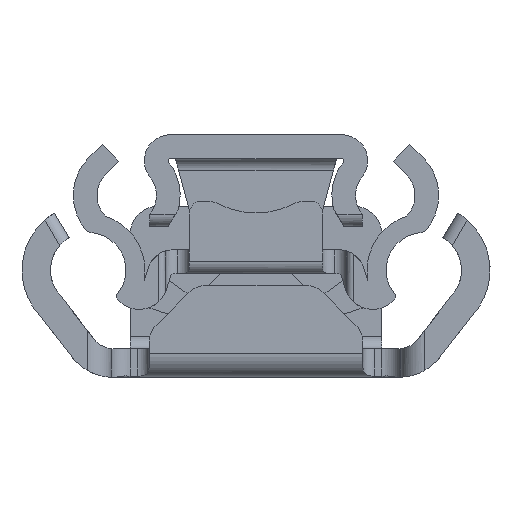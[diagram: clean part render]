
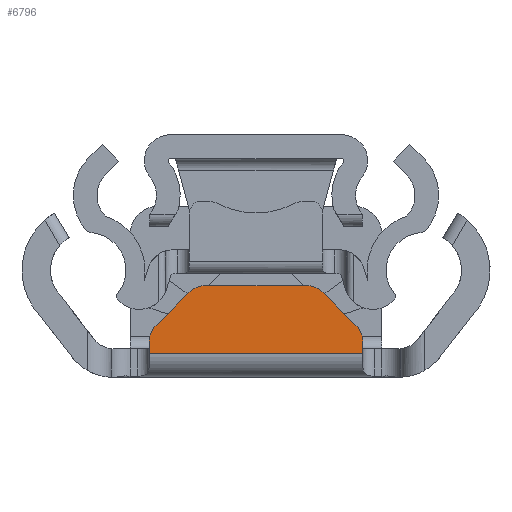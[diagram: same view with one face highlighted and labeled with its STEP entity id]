
A CAD part, left-side view. The second image highlights one B-rep face of the part: STEP entity #6796.
In plain terms, the highlighted planar face has unit normal (-1, 0, 0).
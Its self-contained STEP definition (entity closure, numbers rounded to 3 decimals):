
#18 = LINE ( 'NONE', #7151, #2944 ) ;
#41 = CIRCLE ( 'NONE', #979, 1. ) ;
#161 = CARTESIAN_POINT ( 'NONE',  ( 1.3, 2.118, 3.85 ) ) ;
#191 = DIRECTION ( 'NONE',  ( 0., 1., 0. ) ) ;
#203 = LINE ( 'NONE', #5148, #3494 ) ;
#256 = ORIENTED_EDGE ( 'NONE', *, *, #6117, .T. ) ;
#269 = CARTESIAN_POINT ( 'NONE',  ( 1.3, 0., 3.85 ) ) ;
#387 = VECTOR ( 'NONE', #779, 1000. ) ;
#779 = DIRECTION ( 'NONE',  ( 0., 0., 1. ) ) ;
#781 = EDGE_CURVE ( 'NONE', #8066, #6384, #4754, .T. ) ;
#783 = EDGE_CURVE ( 'NONE', #1390, #2848, #4524, .T. ) ;
#868 = LINE ( 'NONE', #269, #1929 ) ;
#922 = CARTESIAN_POINT ( 'NONE',  ( 1.3, 4.5, 1. ) ) ;
#966 = ORIENTED_EDGE ( 'NONE', *, *, #6867, .T. ) ;
#979 = AXIS2_PLACEMENT_3D ( 'NONE', #3216, #4529, #5782 ) ;
#998 = EDGE_CURVE ( 'NONE', #1787, #2885, #18, .T. ) ;
#1005 = DIRECTION ( 'NONE',  ( 0., 0.707, -0.707 ) ) ;
#1083 = DIRECTION ( 'NONE',  ( 0., 0., 1. ) ) ;
#1123 = VECTOR ( 'NONE', #4424, 1000. ) ;
#1239 = DIRECTION ( 'NONE',  ( 0., 0., 1. ) ) ;
#1317 = CARTESIAN_POINT ( 'NONE',  ( 1.3, 0., -0.3 ) ) ;
#1324 = DIRECTION ( 'NONE',  ( 0., -0.707, -0.707 ) ) ;
#1390 = VERTEX_POINT ( 'NONE', #161 ) ;
#1510 = EDGE_CURVE ( 'NONE', #2848, #3474, #203, .T. ) ;
#1524 = EDGE_CURVE ( 'NONE', #3474, #6384, #7131, .T. ) ;
#1562 = AXIS2_PLACEMENT_3D ( 'NONE', #4244, #4995, #4282 ) ;
#1576 = ORIENTED_EDGE ( 'NONE', *, *, #1524, .T. ) ;
#1625 = CARTESIAN_POINT ( 'NONE',  ( 1.3, 4.5, 1.468 ) ) ;
#1740 = AXIS2_PLACEMENT_3D ( 'NONE', #4723, #6832, #8021 ) ;
#1787 = VERTEX_POINT ( 'NONE', #5851 ) ;
#1849 = EDGE_CURVE ( 'NONE', #7091, #2980, #7088, .T. ) ;
#1857 = CARTESIAN_POINT ( 'NONE',  ( 1.3, -4.5, 1. ) ) ;
#1929 = VECTOR ( 'NONE', #191, 1000. ) ;
#2282 = VERTEX_POINT ( 'NONE', #2978 ) ;
#2320 = AXIS2_PLACEMENT_3D ( 'NONE', #2438, #4422, #1083 ) ;
#2438 = CARTESIAN_POINT ( 'NONE',  ( 1.3, -3.5, 1.468 ) ) ;
#2588 = PLANE ( 'NONE',  #3147 ) ;
#2593 = CARTESIAN_POINT ( 'NONE',  ( 1.3, -4.5, 1.468 ) ) ;
#2848 = VERTEX_POINT ( 'NONE', #7024 ) ;
#2885 = VERTEX_POINT ( 'NONE', #5666 ) ;
#2944 = VECTOR ( 'NONE', #1324, 1000. ) ;
#2978 = CARTESIAN_POINT ( 'NONE',  ( 1.3, -2.118, 3.85 ) ) ;
#2980 = VERTEX_POINT ( 'NONE', #2593 ) ;
#3100 = DIRECTION ( 'NONE',  ( 0., 0., 1. ) ) ;
#3147 = AXIS2_PLACEMENT_3D ( 'NONE', #1317, #5662, #1239 ) ;
#3216 = CARTESIAN_POINT ( 'NONE',  ( 1.3, -2.118, 2.85 ) ) ;
#3378 = ORIENTED_EDGE ( 'NONE', *, *, #5938, .T. ) ;
#3474 = VERTEX_POINT ( 'NONE', #7253 ) ;
#3494 = VECTOR ( 'NONE', #1005, 1000. ) ;
#3619 = CARTESIAN_POINT ( 'NONE',  ( 1.3, -4.5, 1. ) ) ;
#4083 = ORIENTED_EDGE ( 'NONE', *, *, #1510, .T. ) ;
#4244 = CARTESIAN_POINT ( 'NONE',  ( 1.3, 2.118, 2.85 ) ) ;
#4282 = DIRECTION ( 'NONE',  ( 0., 0., 1. ) ) ;
#4422 = DIRECTION ( 'NONE',  ( -1., 0., 0. ) ) ;
#4424 = DIRECTION ( 'NONE',  ( 0., -1., 0. ) ) ;
#4524 = CIRCLE ( 'NONE', #1562, 1. ) ;
#4529 = DIRECTION ( 'NONE',  ( -1., 0., 0. ) ) ;
#4723 = CARTESIAN_POINT ( 'NONE',  ( 1.3, 3.5, 1.468 ) ) ;
#4754 = LINE ( 'NONE', #7334, #8160 ) ;
#4995 = DIRECTION ( 'NONE',  ( -1., 0., 0. ) ) ;
#5148 = CARTESIAN_POINT ( 'NONE',  ( 1.3, 3.191, 3.191 ) ) ;
#5270 = ORIENTED_EDGE ( 'NONE', *, *, #1849, .T. ) ;
#5477 = ORIENTED_EDGE ( 'NONE', *, *, #781, .F. ) ;
#5662 = DIRECTION ( 'NONE',  ( -1., 0., 0. ) ) ;
#5666 = CARTESIAN_POINT ( 'NONE',  ( 1.3, -4.207, 2.175 ) ) ;
#5742 = ORIENTED_EDGE ( 'NONE', *, *, #7160, .T. ) ;
#5766 = CARTESIAN_POINT ( 'NONE',  ( 1.3, -4.5, -0.3 ) ) ;
#5774 = ORIENTED_EDGE ( 'NONE', *, *, #783, .T. ) ;
#5782 = DIRECTION ( 'NONE',  ( 0., 0., 1. ) ) ;
#5851 = CARTESIAN_POINT ( 'NONE',  ( 1.3, -2.825, 3.557 ) ) ;
#5938 = EDGE_CURVE ( 'NONE', #2980, #2885, #6640, .T. ) ;
#6117 = EDGE_CURVE ( 'NONE', #2282, #1390, #868, .T. ) ;
#6384 = VERTEX_POINT ( 'NONE', #1625 ) ;
#6640 = CIRCLE ( 'NONE', #2320, 1. ) ;
#6796 = ADVANCED_FACE ( 'NONE', ( #7737 ), #2588, .T. ) ;
#6832 = DIRECTION ( 'NONE',  ( -1., 0., 0. ) ) ;
#6867 = EDGE_CURVE ( 'NONE', #1787, #2282, #41, .T. ) ;
#7024 = CARTESIAN_POINT ( 'NONE',  ( 1.3, 2.825, 3.557 ) ) ;
#7088 = LINE ( 'NONE', #5766, #387 ) ;
#7091 = VERTEX_POINT ( 'NONE', #3619 ) ;
#7131 = CIRCLE ( 'NONE', #1740, 1. ) ;
#7151 = CARTESIAN_POINT ( 'NONE',  ( 1.3, -3.191, 3.191 ) ) ;
#7160 = EDGE_CURVE ( 'NONE', #8066, #7091, #8316, .T. ) ;
#7253 = CARTESIAN_POINT ( 'NONE',  ( 1.3, 4.207, 2.175 ) ) ;
#7334 = CARTESIAN_POINT ( 'NONE',  ( 1.3, 4.5, -0.3 ) ) ;
#7737 = FACE_OUTER_BOUND ( 'NONE', #7909, .T. ) ;
#7909 = EDGE_LOOP ( 'NONE', ( #5477, #5742, #5270, #3378, #8203, #966, #256, #5774, #4083, #1576 ) ) ;
#8021 = DIRECTION ( 'NONE',  ( 0., 0., 1. ) ) ;
#8066 = VERTEX_POINT ( 'NONE', #922 ) ;
#8160 = VECTOR ( 'NONE', #3100, 1000. ) ;
#8203 = ORIENTED_EDGE ( 'NONE', *, *, #998, .F. ) ;
#8316 = LINE ( 'NONE', #1857, #1123 ) ;
